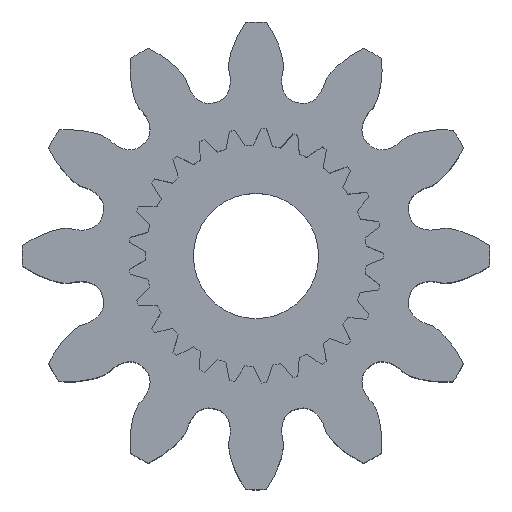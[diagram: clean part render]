
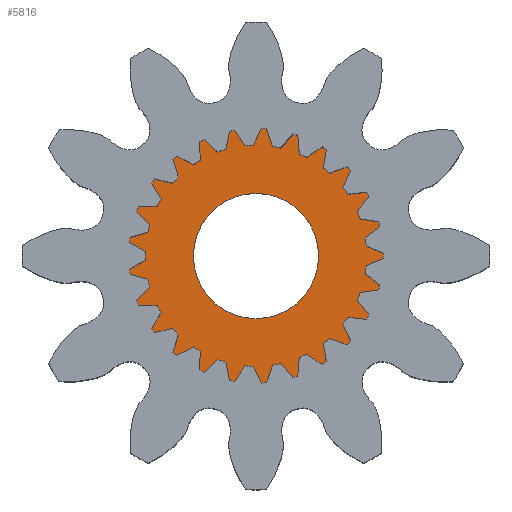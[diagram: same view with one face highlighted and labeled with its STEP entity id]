
A CAD part, top view. The second image highlights one B-rep face of the part: STEP entity #5816.
In plain terms, the highlighted planar face has unit normal (0, 0, 1).
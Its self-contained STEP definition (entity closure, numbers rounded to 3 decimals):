
#358 = EDGE_LOOP ( 'NONE', ( #6415, #5981 ) ) ;
#606 = PLANE ( 'NONE',  #3181 ) ;
#691 = EDGE_CURVE ( 'NONE', #2429, #8024, #4317, .T. ) ;
#1110 = VERTEX_POINT ( 'NONE', #5939 ) ;
#1191 = CARTESIAN_POINT ( 'NONE',  ( 0., 0., 2.6 ) ) ;
#1500 = CIRCLE ( 'NONE', #5630, 3.432 ) ;
#1565 = VERTEX_POINT ( 'NONE', #4306 ) ;
#1586 = CARTESIAN_POINT ( 'NONE',  ( 0., -1.5, 2.6 ) ) ;
#1623 = DIRECTION ( 'NONE',  ( 0., -1., 0. ) ) ;
#1945 = CARTESIAN_POINT ( 'NONE',  ( 0., 0., 2.6 ) ) ;
#2283 = ORIENTED_EDGE ( 'NONE', *, *, #7222, .T. ) ;
#2429 = VERTEX_POINT ( 'NONE', #7379 ) ;
#2475 = DIRECTION ( 'NONE',  ( 0., -1., 0. ) ) ;
#2883 = EDGE_CURVE ( 'NONE', #1110, #1565, #6018, .T. ) ;
#3181 = AXIS2_PLACEMENT_3D ( 'NONE', #1945, #4563, #5241 ) ;
#4306 = CARTESIAN_POINT ( 'NONE',  ( 0., -3.432, 2.6 ) ) ;
#4317 = CIRCLE ( 'NONE', #4594, 1.5 ) ;
#4489 = CARTESIAN_POINT ( 'NONE',  ( 0., 0., 2.6 ) ) ;
#4512 = FACE_OUTER_BOUND ( 'NONE', #8330, .T. ) ;
#4563 = DIRECTION ( 'NONE',  ( 0., 0., 1. ) ) ;
#4594 = AXIS2_PLACEMENT_3D ( 'NONE', #5099, #5780, #6444 ) ;
#4740 = CARTESIAN_POINT ( 'NONE',  ( 0., 0., 2.6 ) ) ;
#4772 = AXIS2_PLACEMENT_3D ( 'NONE', #1191, #5873, #5840 ) ;
#4938 = DIRECTION ( 'NONE',  ( 0., 0., 1. ) ) ;
#5099 = CARTESIAN_POINT ( 'NONE',  ( 0., 0., 2.6 ) ) ;
#5241 = DIRECTION ( 'NONE',  ( 0., -1., 0. ) ) ;
#5406 = AXIS2_PLACEMENT_3D ( 'NONE', #4489, #6394, #2475 ) ;
#5630 = AXIS2_PLACEMENT_3D ( 'NONE', #4740, #4938, #1623 ) ;
#5662 = FACE_BOUND ( 'NONE', #358, .T. ) ;
#5780 = DIRECTION ( 'NONE',  ( 0., 0., 1. ) ) ;
#5816 = ADVANCED_FACE ( 'NONE', ( #4512, #5662 ), #606, .T. ) ;
#5840 = DIRECTION ( 'NONE',  ( 0., -1., 0. ) ) ;
#5873 = DIRECTION ( 'NONE',  ( 0., 0., 1. ) ) ;
#5939 = CARTESIAN_POINT ( 'NONE',  ( 0., 3.432, 2.6 ) ) ;
#5981 = ORIENTED_EDGE ( 'NONE', *, *, #6234, .F. ) ;
#5983 = ORIENTED_EDGE ( 'NONE', *, *, #2883, .T. ) ;
#6018 = CIRCLE ( 'NONE', #5406, 3.432 ) ;
#6234 = EDGE_CURVE ( 'NONE', #8024, #2429, #7191, .T. ) ;
#6394 = DIRECTION ( 'NONE',  ( 0., 0., 1. ) ) ;
#6415 = ORIENTED_EDGE ( 'NONE', *, *, #691, .F. ) ;
#6444 = DIRECTION ( 'NONE',  ( 0., -1., 0. ) ) ;
#7191 = CIRCLE ( 'NONE', #4772, 1.5 ) ;
#7222 = EDGE_CURVE ( 'NONE', #1565, #1110, #1500, .T. ) ;
#7379 = CARTESIAN_POINT ( 'NONE',  ( 0., 1.5, 2.6 ) ) ;
#8024 = VERTEX_POINT ( 'NONE', #1586 ) ;
#8330 = EDGE_LOOP ( 'NONE', ( #5983, #2283 ) ) ;
